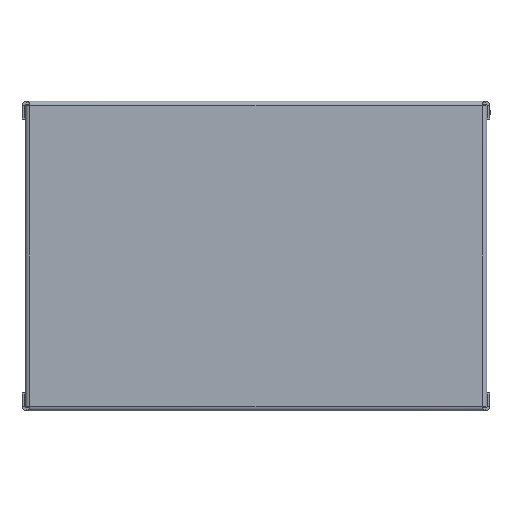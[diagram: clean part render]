
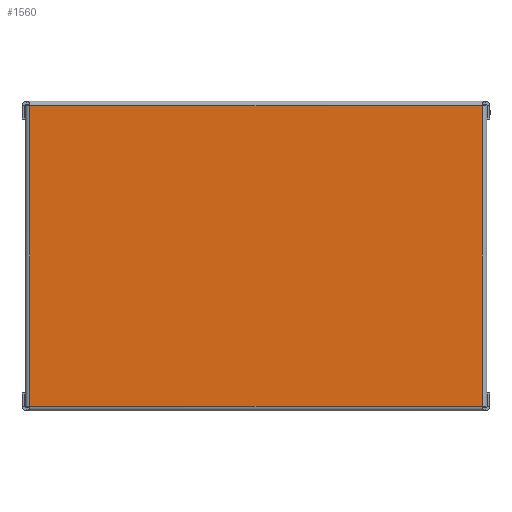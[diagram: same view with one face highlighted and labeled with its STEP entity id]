
A CAD part, front view. The second image highlights one B-rep face of the part: STEP entity #1560.
In plain terms, the highlighted planar face has unit normal (0, -1, 0).
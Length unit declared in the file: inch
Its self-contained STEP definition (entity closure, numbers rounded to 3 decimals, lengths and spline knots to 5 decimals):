
#20 = PLANE ( 'NONE',  #4378 ) ;
#115 = FACE_OUTER_BOUND ( 'NONE', #9392, .T. ) ;
#378 = VERTEX_POINT ( 'NONE', #7382 ) ;
#449 = LINE ( 'NONE', #3429, #1647 ) ;
#605 = LINE ( 'NONE', #2065, #6032 ) ;
#661 = EDGE_CURVE ( 'NONE', #6773, #9112, #605, .T. ) ;
#1115 = EDGE_CURVE ( 'NONE', #9112, #378, #4151, .T. ) ;
#1168 = DIRECTION ( 'NONE',  ( 0., 0., -1. ) ) ;
#1319 = VERTEX_POINT ( 'NONE', #7634 ) ;
#1560 = ADVANCED_FACE ( 'NONE', ( #115 ), #20, .F. ) ;
#1647 = VECTOR ( 'NONE', #3227, 39.37008 ) ;
#1684 = DIRECTION ( 'NONE',  ( 0., 0., 1. ) ) ;
#1764 = CARTESIAN_POINT ( 'NONE',  ( -10.1127, -0.12598, -6.71763 ) ) ;
#1768 = ORIENTED_EDGE ( 'NONE', *, *, #1115, .F. ) ;
#2065 = CARTESIAN_POINT ( 'NONE',  ( -10.1127, -0.12598, -6.71763 ) ) ;
#2750 = ORIENTED_EDGE ( 'NONE', *, *, #7908, .F. ) ;
#3227 = DIRECTION ( 'NONE',  ( -1., 0., 0. ) ) ;
#3429 = CARTESIAN_POINT ( 'NONE',  ( -10.1127, -0.12598, -6.71763 ) ) ;
#3881 = VECTOR ( 'NONE', #4205, 39.37008 ) ;
#4151 = LINE ( 'NONE', #4300, #3881 ) ;
#4205 = DIRECTION ( 'NONE',  ( 1., 0., 0. ) ) ;
#4300 = CARTESIAN_POINT ( 'NONE',  ( -10.1127, -0.12598, 6.71763 ) ) ;
#4360 = DIRECTION ( 'NONE',  ( 0., 0., 1. ) ) ;
#4378 = AXIS2_PLACEMENT_3D ( 'NONE', #9104, #8415, #1684 ) ;
#4840 = VECTOR ( 'NONE', #1168, 39.37008 ) ;
#5171 = EDGE_CURVE ( 'NONE', #378, #1319, #7940, .T. ) ;
#6032 = VECTOR ( 'NONE', #4360, 39.37008 ) ;
#6773 = VERTEX_POINT ( 'NONE', #1764 ) ;
#7382 = CARTESIAN_POINT ( 'NONE',  ( 10.1127, -0.12598, 6.71763 ) ) ;
#7634 = CARTESIAN_POINT ( 'NONE',  ( 10.1127, -0.12598, -6.71763 ) ) ;
#7908 = EDGE_CURVE ( 'NONE', #1319, #6773, #449, .T. ) ;
#7940 = LINE ( 'NONE', #8833, #4840 ) ;
#8021 = CARTESIAN_POINT ( 'NONE',  ( -10.1127, -0.12598, 6.71763 ) ) ;
#8064 = ORIENTED_EDGE ( 'NONE', *, *, #5171, .F. ) ;
#8415 = DIRECTION ( 'NONE',  ( 0., 1., 0. ) ) ;
#8833 = CARTESIAN_POINT ( 'NONE',  ( 10.1127, -0.12598, -6.71763 ) ) ;
#8844 = ORIENTED_EDGE ( 'NONE', *, *, #661, .F. ) ;
#9104 = CARTESIAN_POINT ( 'NONE',  ( 0., -0.12598, 0. ) ) ;
#9112 = VERTEX_POINT ( 'NONE', #8021 ) ;
#9392 = EDGE_LOOP ( 'NONE', ( #8844, #2750, #8064, #1768 ) ) ;
